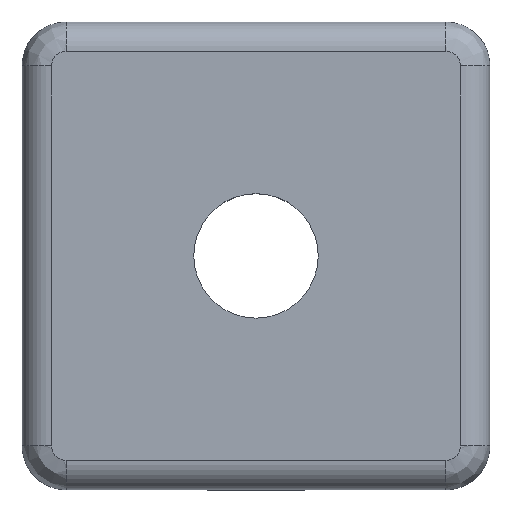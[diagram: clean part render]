
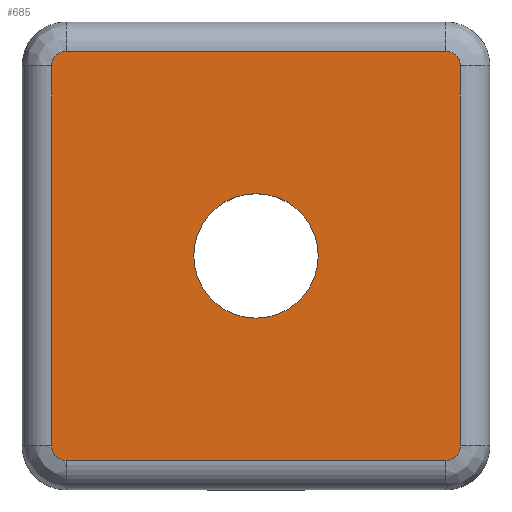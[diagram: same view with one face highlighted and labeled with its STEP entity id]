
A CAD part, top view. The second image highlights one B-rep face of the part: STEP entity #685.
In plain terms, the highlighted free-form (B-spline) face has degree [1, 1] with [2, 2] control points.
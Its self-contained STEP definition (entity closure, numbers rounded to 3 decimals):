
#151=CARTESIAN_POINT('',(0.104,0.633,0.125));
#152=VERTEX_POINT('',#151);
#161=CARTESIAN_POINT('',(0.104,0.367,0.125));
#162=VERTEX_POINT('',#161);
#163=CARTESIAN_POINT('',(0.104,0.5,0.125));
#164=DIRECTION('',(0.0,0.0,1.0));
#165=DIRECTION('',(0.0,1.0,0.0));
#166=AXIS2_PLACEMENT_3D('',#163,#164,#165);
#167=CIRCLE('',#166,0.133);
#168=EDGE_CURVE('',#152,#162,#167,.T.);
#361=CARTESIAN_POINT('',(-0.333,0.906,0.125));
#362=VERTEX_POINT('',#361);
#370=CARTESIAN_POINT('',(-0.302,0.937,0.125));
#371=VERTEX_POINT('',#370);
#372=CARTESIAN_POINT('',(-0.302,0.906,0.125));
#373=DIRECTION('',(0.0,0.0,-1.0));
#374=DIRECTION('',(-0.707,0.707,0.0));
#375=AXIS2_PLACEMENT_3D('',#372,#373,#374);
#376=CIRCLE('',#375,0.031);
#377=EDGE_CURVE('',#362,#371,#376,.T.);
#405=CARTESIAN_POINT('',(-0.333,0.094,0.125));
#406=VERTEX_POINT('',#405);
#414=CARTESIAN_POINT('',(-0.333,0.094,0.125));
#415=DIRECTION('',(0.0,1.0,0.0));
#416=VECTOR('',#415,0.812);
#417=LINE('',#414,#416);
#418=EDGE_CURVE('',#406,#362,#417,.T.);
#485=CARTESIAN_POINT('',(-0.302,0.063,0.125));
#486=VERTEX_POINT('',#485);
#494=CARTESIAN_POINT('',(-0.302,0.094,0.125));
#495=DIRECTION('',(0.0,0.0,-1.0));
#496=DIRECTION('',(-0.707,-0.707,0.0));
#497=AXIS2_PLACEMENT_3D('',#494,#495,#496);
#498=CIRCLE('',#497,0.031);
#499=EDGE_CURVE('',#486,#406,#498,.T.);
#597=CARTESIAN_POINT('',(0.104,0.5,0.125));
#598=DIRECTION('',(0.0,0.0,1.0));
#599=DIRECTION('',(0.0,1.0,0.0));
#600=AXIS2_PLACEMENT_3D('',#597,#598,#599);
#601=CIRCLE('',#600,0.133);
#602=EDGE_CURVE('',#162,#152,#601,.T.);
#631=CARTESIAN_POINT('',(-0.333,0.937,0.125));
#632=CARTESIAN_POINT('',(0.541,0.937,0.125));
#633=CARTESIAN_POINT('',(-0.333,0.063,0.125));
#634=CARTESIAN_POINT('',(0.541,0.063,0.125));
#635=B_SPLINE_SURFACE_WITH_KNOTS('',1,1,((#631,#633),(#632,#634)),.UNSPECIFIED.,.F.,.F.,.U.,(2,2),(2,2),(0.0,0.874),(0.0,0.874),.UNSPECIFIED.);
#636=CARTESIAN_POINT('',(0.51,0.063,0.125));
#637=VERTEX_POINT('',#636);
#638=CARTESIAN_POINT('',(-0.302,0.063,0.125));
#639=DIRECTION('',(1.0,0.0,0.0));
#640=VECTOR('',#639,0.812);
#641=LINE('',#638,#640);
#642=EDGE_CURVE('',#486,#637,#641,.T.);
#643=ORIENTED_EDGE('',*,*,#642,.T.);
#644=CARTESIAN_POINT('',(0.541,0.094,0.125));
#645=VERTEX_POINT('',#644);
#646=CARTESIAN_POINT('',(0.51,0.094,0.125));
#647=DIRECTION('',(0.0,0.0,1.0));
#648=DIRECTION('',(0.707,-0.707,0.0));
#649=AXIS2_PLACEMENT_3D('',#646,#647,#648);
#650=CIRCLE('',#649,0.031);
#651=EDGE_CURVE('',#637,#645,#650,.T.);
#652=ORIENTED_EDGE('',*,*,#651,.T.);
#653=CARTESIAN_POINT('',(0.541,0.906,0.125));
#654=VERTEX_POINT('',#653);
#655=CARTESIAN_POINT('',(0.541,0.094,0.125));
#656=DIRECTION('',(0.0,1.0,0.0));
#657=VECTOR('',#656,0.812);
#658=LINE('',#655,#657);
#659=EDGE_CURVE('',#645,#654,#658,.T.);
#660=ORIENTED_EDGE('',*,*,#659,.T.);
#661=CARTESIAN_POINT('',(0.51,0.937,0.125));
#662=VERTEX_POINT('',#661);
#663=CARTESIAN_POINT('',(0.51,0.906,0.125));
#664=DIRECTION('',(0.0,0.0,1.0));
#665=DIRECTION('',(0.707,0.707,0.0));
#666=AXIS2_PLACEMENT_3D('',#663,#664,#665);
#667=CIRCLE('',#666,0.031);
#668=EDGE_CURVE('',#654,#662,#667,.T.);
#669=ORIENTED_EDGE('',*,*,#668,.T.);
#670=CARTESIAN_POINT('',(-0.302,0.937,0.125));
#671=DIRECTION('',(1.0,0.0,0.0));
#672=VECTOR('',#671,0.812);
#673=LINE('',#670,#672);
#674=EDGE_CURVE('',#371,#662,#673,.T.);
#675=ORIENTED_EDGE('',*,*,#674,.F.);
#676=ORIENTED_EDGE('',*,*,#377,.F.);
#677=ORIENTED_EDGE('',*,*,#418,.F.);
#678=ORIENTED_EDGE('',*,*,#499,.F.);
#679=EDGE_LOOP('',(#643,#652,#660,#669,#675,#676,#677,#678));
#680=FACE_OUTER_BOUND('',#679,.T.);
#681=ORIENTED_EDGE('',*,*,#168,.F.);
#682=ORIENTED_EDGE('',*,*,#602,.F.);
#683=EDGE_LOOP('',(#681,#682));
#684=FACE_BOUND('',#683,.T.);
#685=ADVANCED_FACE('',(#680,#684),#635,.F.);
